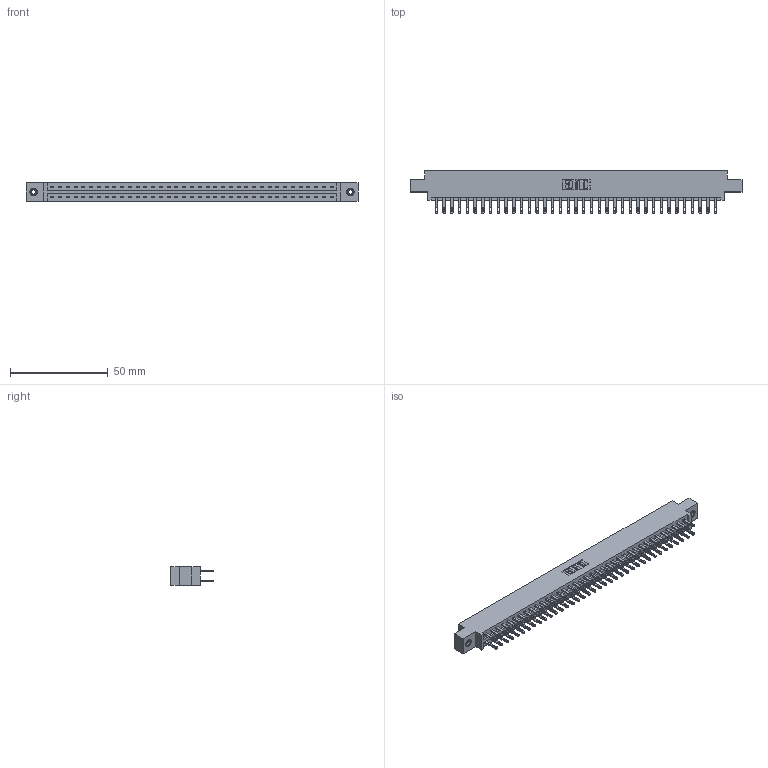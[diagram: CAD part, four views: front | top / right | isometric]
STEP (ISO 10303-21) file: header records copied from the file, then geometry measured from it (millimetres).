
FILE_DESCRIPTION (( 'STEP AP203' ), '1' );
FILE_NAME ('337-074-500-808.STEP', '2018-08-11T16:21:55', ( '' ), ( '' ), 'SwSTEP 2.0', 'SolidWorks 2016', '' );
FILE_SCHEMA (( 'CONFIG_CONTROL_DESIGN' ));
Length unit declared in the file: inch
Products named in the file (4): 337 Part_0.170 Offset - 0.156 Dia-TI; 345-292-001_345-293-100; 345-250-001_345-250-003-102; 337-074-500-808
Assembly tree (77 placements, depth 2):
  337-074-500-808
    337 Part_0.170 Offset - 0.156 Dia-TI
    345-292-001_345-293-100  x74
    345-250-001_345-250-003-102  x2
Bounding box: 169.62 x 21.85 x 9.4 mm (x, y, z)
Volume: 17911.6 mm3; surface area: 21153.4 mm2
Topology: 77 solids, 77 shells, 3878 faces, 11781 edges, 7846 vertices
Faces by surface type: plane 2474, cylinder 1388, cone 12, torus 4
Entity records: 30582 total; most frequent: CARTESIAN_POINT 5137, ORIENTED_EDGE 5066, DIRECTION 4411, EDGE_CURVE 2533, VECTOR 2381, LINE 2381, VERTEX_POINT 1684, AXIS2_PLACEMENT_3D 1015
